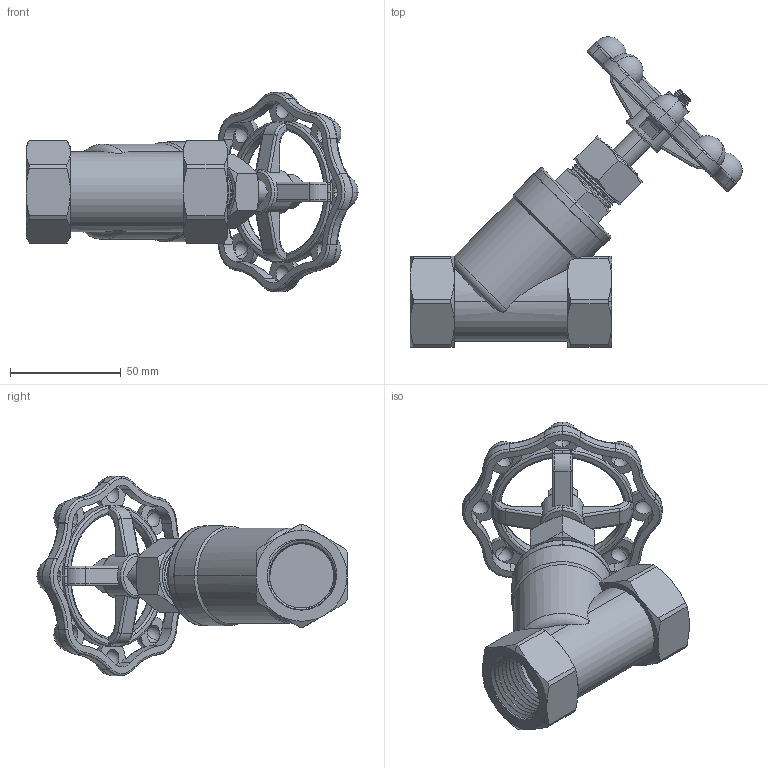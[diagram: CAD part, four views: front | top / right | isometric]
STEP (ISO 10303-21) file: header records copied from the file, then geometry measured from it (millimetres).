
FILE_DESCRIPTION (( 'STEP AP203' ), '1' );
FILE_NAME ('YGB-10.STEP', '2020-10-08T08:13:59', ( '' ), ( '' ), 'SwSTEP 2.0', 'SolidWorks 2020', '' );
FILE_SCHEMA (( 'CONFIG_CONTROL_DESIGN' ));
Length unit declared in the file: millimetre
Products named in the file (9): YGBS-10; HW-04; GN-03; WA-02; GL-03; GBC-12; YGB-10; PCB-10; M8Nut
Assembly tree (8 placements, depth 2):
  YGB-10
    PCB-10
    GBC-12
    YGBS-10
    GN-03
    GL-03
    HW-04
    WA-02
    M8Nut
Bounding box: 149.82 x 139.94 x 90 mm (x, y, z)
Volume: 206456.6 mm3; surface area: 69814.7 mm2
Topology: 8 solids, 8 shells, 753 faces, 2120 edges, 1334 vertices
Faces by surface type: cylinder 308, plane 137, cone 116, torus 101, bspline 59, sphere 32
Entity records: 44486 total; most frequent: CARTESIAN_POINT 26186, ORIENTED_EDGE 4080, DIRECTION 3345, EDGE_CURVE 2040, AXIS2_PLACEMENT_3D 1425, VERTEX_POINT 1302, EDGE_LOOP 788, FACE_OUTER_BOUND 753
